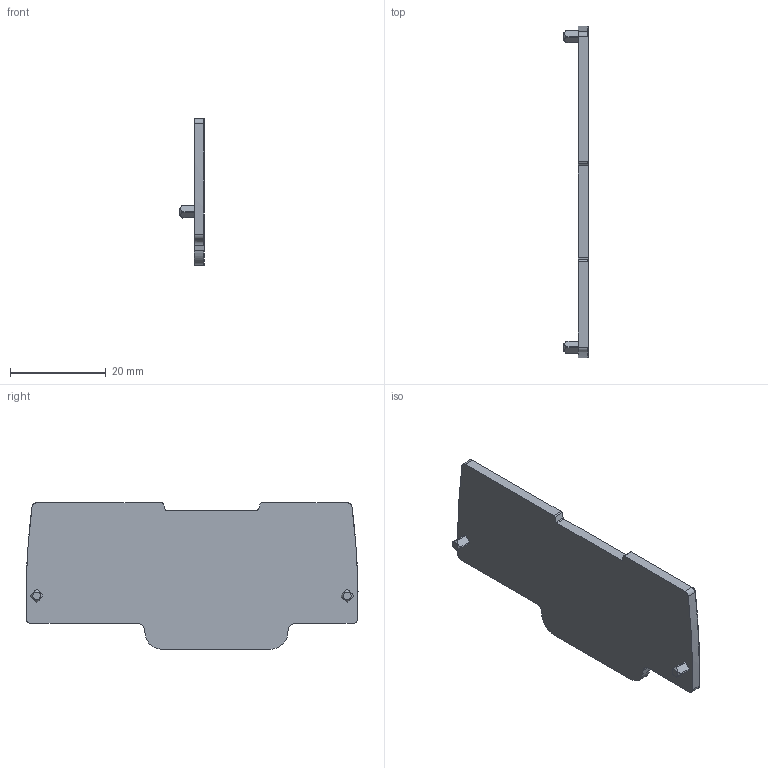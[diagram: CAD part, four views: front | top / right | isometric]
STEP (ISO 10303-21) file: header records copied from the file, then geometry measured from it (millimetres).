
FILE_DESCRIPTION(('CATIA V5 STEP Exchange','CAx-IF Rec.Pracs.--- Model Styling and Organization---1.4--- 2014-01-23'),'2;1');
FILE_NAME ('1256031-5_0', '2020-11-26T11:44:33+00:00', ('none'), ('Weidmueller'), 'CATIA Version 5-6 Release 2016 SP3 HF44', 'CATIA V5 STEP AP214', 'none');
FILE_SCHEMA(('AUTOMOTIVE_DESIGN { 1 0 10303 214 1 1 1 1 }'));
Length unit declared in the file: millimetre
Products named in the file (1): 2751090000
Bounding box: 5.1 x 69.47 x 30.6 mm (x, y, z)
Volume: 3926 mm3; surface area: 4166.2 mm2
Topology: 1 solids, 1 shells, 66 faces, 182 edges, 120 vertices
Faces by surface type: cylinder 38, plane 24, cone 4
Entity records: 2173 total; most frequent: CARTESIAN_POINT 528, ORIENTED_EDGE 364, DIRECTION 280, EDGE_CURVE 182, VERTEX_POINT 120, AXIS2_PLACEMENT_3D 114, VECTOR 104, LINE 104
